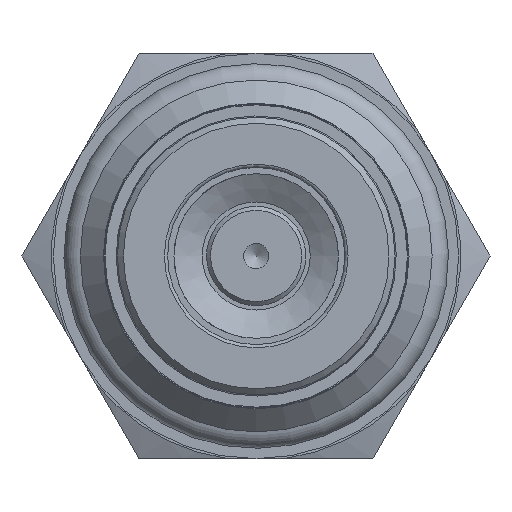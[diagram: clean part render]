
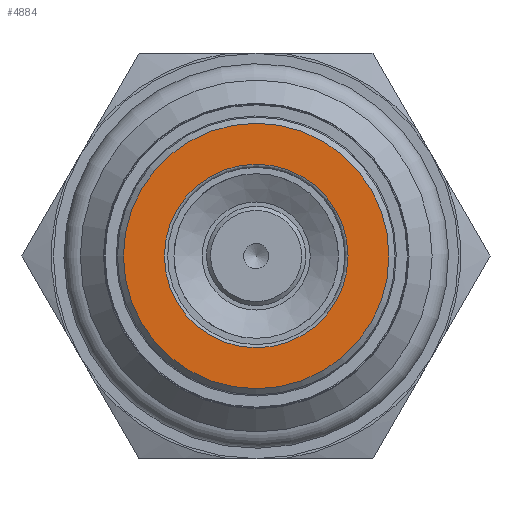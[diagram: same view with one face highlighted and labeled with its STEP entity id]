
A CAD part, left-side view. The second image highlights one B-rep face of the part: STEP entity #4884.
In plain terms, the highlighted planar face has unit normal (-1, 0, 0).
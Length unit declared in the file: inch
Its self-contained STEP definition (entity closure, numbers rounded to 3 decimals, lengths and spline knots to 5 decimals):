
#4850=CARTESIAN_POINT('',(0.00031,0.226,0.0));
#4851=VERTEX_POINT('',#4850);
#4852=CARTESIAN_POINT('',(0.00031,-0.0005,0.0));
#4853=DIRECTION('',(1.0,0.0,0.0));
#4854=DIRECTION('',(0.0,1.0,0.0));
#4855=AXIS2_PLACEMENT_3D('',#4852,#4853,#4854);
#4856=CIRCLE('',#4855,0.2265);
#4857=EDGE_CURVE('',#4851,#4851,#4856,.T.);
#4865=CARTESIAN_POINT('',(0.00031,0.2765,0.0));
#4866=DIRECTION('',(-1.0,0.0,0.0));
#4867=DIRECTION('',(0.0,0.0,1.0));
#4868=AXIS2_PLACEMENT_3D('',#4865,#4866,#4867);
#4869=PLANE('',#4868);
#4870=CARTESIAN_POINT('',(0.00031,0.327,0.0));
#4871=VERTEX_POINT('',#4870);
#4872=CARTESIAN_POINT('',(0.00031,-0.0005,0.0));
#4873=DIRECTION('',(1.0,0.0,0.0));
#4874=DIRECTION('',(0.0,1.0,0.0));
#4875=AXIS2_PLACEMENT_3D('',#4872,#4873,#4874);
#4876=CIRCLE('',#4875,0.3275);
#4877=EDGE_CURVE('',#4871,#4871,#4876,.T.);
#4878=ORIENTED_EDGE('',*,*,#4877,.F.);
#4879=EDGE_LOOP('',(#4878));
#4880=FACE_OUTER_BOUND('',#4879,.T.);
#4881=ORIENTED_EDGE('',*,*,#4857,.T.);
#4882=EDGE_LOOP('',(#4881));
#4883=FACE_BOUND('',#4882,.T.);
#4884=ADVANCED_FACE('',(#4880,#4883),#4869,.T.);
